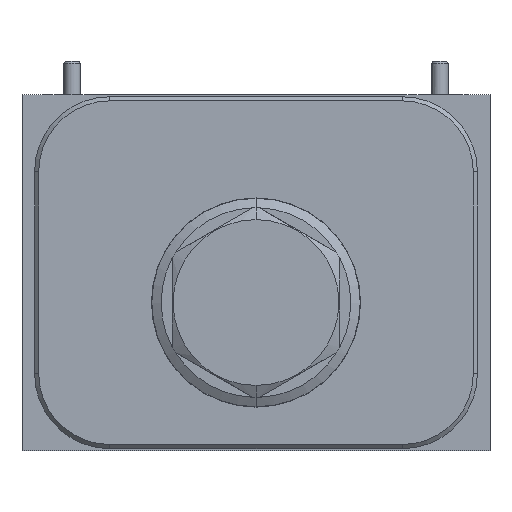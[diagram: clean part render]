
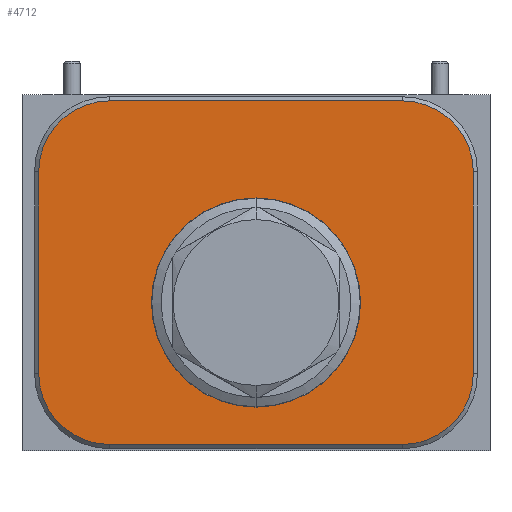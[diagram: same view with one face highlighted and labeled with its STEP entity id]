
A CAD part, front view. The second image highlights one B-rep face of the part: STEP entity #4712.
In plain terms, the highlighted planar face has unit normal (0, -1, 0).
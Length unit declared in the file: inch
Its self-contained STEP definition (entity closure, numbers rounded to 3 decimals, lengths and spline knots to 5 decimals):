
#1231=CARTESIAN_POINT('',(2.844,-6.,2.086));
#1232=DIRECTION('',(0.,1.,0.));
#1233=DIRECTION('',(0.,0.,1.));
#1234=AXIS2_PLACEMENT_3D('',#1231,#1232,#1233);
#1245=CARTESIAN_POINT('',(1.75,-6.,1.109));
#1246=DIRECTION('',(0.,1.,0.));
#1247=DIRECTION('',(0.,0.,-1.));
#1248=AXIS2_PLACEMENT_3D('',#1245,#1246,#1247);
#1250=CARTESIAN_POINT('',(1.75,-6.,1.109));
#1251=DIRECTION('',(0.,1.,0.));
#1252=DIRECTION('',(0.,0.,1.));
#1253=AXIS2_PLACEMENT_3D('',#1250,#1251,#1252);
#2983=DIRECTION('',(0.,0.,-1.));
#2984=VECTOR('',#2983,1.508);
#2985=CARTESIAN_POINT('',(3.375,-6.,2.086));
#2986=LINE('',#2985,#2984);
#3003=CARTESIAN_POINT('',(2.844,-6.,0.578));
#3004=DIRECTION('',(0.,1.,0.));
#3005=DIRECTION('',(1.,0.,0.));
#3006=AXIS2_PLACEMENT_3D('',#3003,#3004,#3005);
#3021=DIRECTION('',(-1.,0.,0.));
#3022=VECTOR('',#3021,2.188);
#3023=CARTESIAN_POINT('',(2.844,-6.,0.047));
#3024=LINE('',#3023,#3022);
#3037=CARTESIAN_POINT('',(0.656,-6.,0.578));
#3038=DIRECTION('',(0.,1.,0.));
#3039=DIRECTION('',(0.,0.,-1.));
#3040=AXIS2_PLACEMENT_3D('',#3037,#3038,#3039);
#3051=DIRECTION('',(0.,0.,1.));
#3052=VECTOR('',#3051,1.508);
#3053=CARTESIAN_POINT('',(0.125,-6.,0.578));
#3054=LINE('',#3053,#3052);
#3071=CARTESIAN_POINT('',(0.656,-6.,2.086));
#3072=DIRECTION('',(0.,1.,0.));
#3073=DIRECTION('',(-1.,0.,0.));
#3074=AXIS2_PLACEMENT_3D('',#3071,#3072,#3073);
#3085=DIRECTION('',(1.,0.,0.));
#3086=VECTOR('',#3085,2.188);
#3087=CARTESIAN_POINT('',(0.656,-6.,2.617));
#3088=LINE('',#3087,#3086);
#4149=CARTESIAN_POINT('',(1.75,-6.,0.327));
#4150=CARTESIAN_POINT('',(1.75,-6.,1.891));
#4151=VERTEX_POINT('',#4149);
#4152=VERTEX_POINT('',#4150);
#4194=CARTESIAN_POINT('',(2.844,-6.,0.047));
#4195=CARTESIAN_POINT('',(0.656,-6.,0.047));
#4196=VERTEX_POINT('',#4194);
#4197=VERTEX_POINT('',#4195);
#4202=CARTESIAN_POINT('',(0.125,-6.,0.578));
#4203=VERTEX_POINT('',#4202);
#4206=CARTESIAN_POINT('',(0.125,-6.,2.086));
#4207=VERTEX_POINT('',#4206);
#4210=CARTESIAN_POINT('',(0.656,-6.,2.617));
#4211=VERTEX_POINT('',#4210);
#4214=CARTESIAN_POINT('',(2.844,-6.,2.617));
#4215=VERTEX_POINT('',#4214);
#4218=CARTESIAN_POINT('',(3.375,-6.,2.086));
#4219=VERTEX_POINT('',#4218);
#4222=CARTESIAN_POINT('',(3.375,-6.,0.578));
#4223=VERTEX_POINT('',#4222);
#4684=CARTESIAN_POINT('',(0.,-6.,0.));
#4685=DIRECTION('',(0.,-1.,0.));
#4686=DIRECTION('',(1.,0.,0.));
#4687=AXIS2_PLACEMENT_3D('',#4684,#4685,#4686);
#4688=PLANE('',#4687);
#4689=ORIENTED_EDGE('',*,*,#4674,.T.);
#4691=ORIENTED_EDGE('',*,*,#4690,.T.);
#4693=ORIENTED_EDGE('',*,*,#4692,.T.);
#4695=ORIENTED_EDGE('',*,*,#4694,.T.);
#4697=ORIENTED_EDGE('',*,*,#4696,.T.);
#4699=ORIENTED_EDGE('',*,*,#4698,.T.);
#4701=ORIENTED_EDGE('',*,*,#4700,.T.);
#4703=ORIENTED_EDGE('',*,*,#4702,.T.);
#4704=EDGE_LOOP('',(#4689,#4691,#4693,#4695,#4697,#4699,#4701,#4703));
#4705=FACE_OUTER_BOUND('',#4704,.F.);
#4707=ORIENTED_EDGE('',*,*,#4706,.F.);
#4709=ORIENTED_EDGE('',*,*,#4708,.F.);
#4710=EDGE_LOOP('',(#4707,#4709));
#4711=FACE_BOUND('',#4710,.F.);
#4712=ADVANCED_FACE('',(#4705,#4711),#4688,.T.);
#1235=CIRCLE('',#1234,0.531);
#1249=CIRCLE('',#1248,0.782);
#1254=CIRCLE('',#1253,0.782);
#3007=CIRCLE('',#3006,0.531);
#3041=CIRCLE('',#3040,0.531);
#3075=CIRCLE('',#3074,0.531);
#4674=EDGE_CURVE('',#4215,#4219,#1235,.T.);
#4690=EDGE_CURVE('',#4219,#4223,#2986,.T.);
#4692=EDGE_CURVE('',#4223,#4196,#3007,.T.);
#4694=EDGE_CURVE('',#4196,#4197,#3024,.T.);
#4696=EDGE_CURVE('',#4197,#4203,#3041,.T.);
#4698=EDGE_CURVE('',#4203,#4207,#3054,.T.);
#4700=EDGE_CURVE('',#4207,#4211,#3075,.T.);
#4702=EDGE_CURVE('',#4211,#4215,#3088,.T.);
#4706=EDGE_CURVE('',#4151,#4152,#1249,.T.);
#4708=EDGE_CURVE('',#4152,#4151,#1254,.T.);
